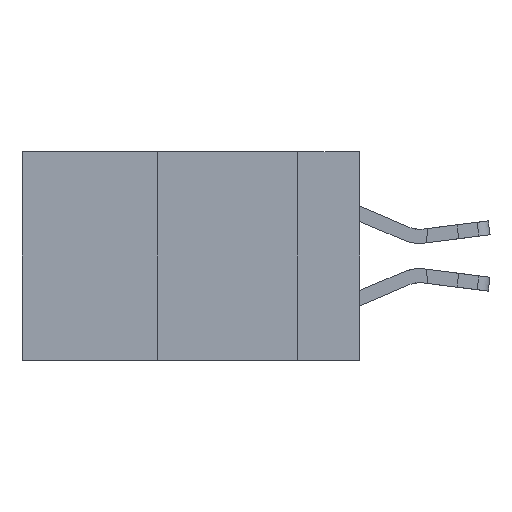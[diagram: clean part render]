
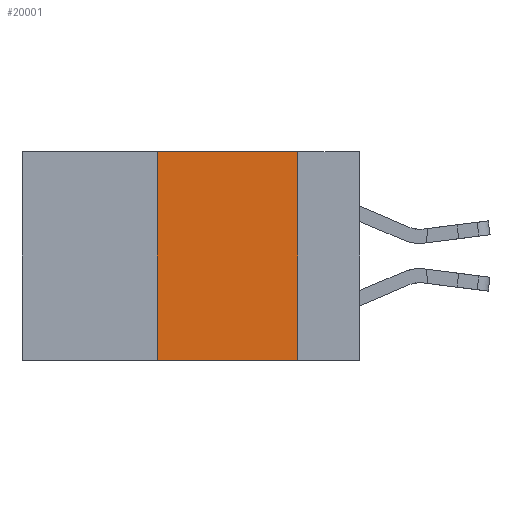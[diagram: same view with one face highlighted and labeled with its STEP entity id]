
A CAD part, left-side view. The second image highlights one B-rep face of the part: STEP entity #20001.
In plain terms, the highlighted planar face has unit normal (-1, 0, 0).
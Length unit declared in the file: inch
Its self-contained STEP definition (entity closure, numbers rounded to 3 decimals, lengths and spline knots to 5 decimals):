
#125 = FACE_OUTER_BOUND ( 'NONE', #9792, .T. ) ;
#709 = VERTEX_POINT ( 'NONE', #18705 ) ;
#2458 = LINE ( 'NONE', #15526, #6154 ) ;
#3453 = VECTOR ( 'NONE', #6055, 39.37008 ) ;
#5678 = ORIENTED_EDGE ( 'NONE', *, *, #11869, .F. ) ;
#5862 = DIRECTION ( 'NONE',  ( 1., 0., 0. ) ) ;
#6055 = DIRECTION ( 'NONE',  ( 0., 0., 1. ) ) ;
#6071 = CARTESIAN_POINT ( 'NONE',  ( 0., 0.6, 0. ) ) ;
#6154 = VECTOR ( 'NONE', #17705, 39.37008 ) ;
#6188 = LINE ( 'NONE', #6071, #14197 ) ;
#9562 = PLANE ( 'NONE',  #22978 ) ;
#9792 = EDGE_LOOP ( 'NONE', ( #18354, #5678, #17622, #21848 ) ) ;
#11535 = LINE ( 'NONE', #24066, #15506 ) ;
#11869 = EDGE_CURVE ( 'NONE', #18465, #23259, #6188, .T. ) ;
#13812 = VERTEX_POINT ( 'NONE', #18578 ) ;
#14197 = VECTOR ( 'NONE', #15350, 39.37008 ) ;
#15335 = LINE ( 'NONE', #19229, #3453 ) ;
#15350 = DIRECTION ( 'NONE',  ( 0., -1., 0. ) ) ;
#15506 = VECTOR ( 'NONE', #16998, 39.37008 ) ;
#15526 = CARTESIAN_POINT ( 'NONE',  ( 0., 0.6, -0.37 ) ) ;
#16610 = CARTESIAN_POINT ( 'NONE',  ( 0., 0.6, 0. ) ) ;
#16998 = DIRECTION ( 'NONE',  ( 0., 0., -1. ) ) ;
#17622 = ORIENTED_EDGE ( 'NONE', *, *, #22275, .F. ) ;
#17705 = DIRECTION ( 'NONE',  ( 0., -1., 0. ) ) ;
#17896 = EDGE_CURVE ( 'NONE', #23259, #709, #11535, .T. ) ;
#18025 = EDGE_CURVE ( 'NONE', #13812, #709, #2458, .T. ) ;
#18354 = ORIENTED_EDGE ( 'NONE', *, *, #17896, .F. ) ;
#18465 = VERTEX_POINT ( 'NONE', #19025 ) ;
#18578 = CARTESIAN_POINT ( 'NONE',  ( 0., 0.36, -0.37 ) ) ;
#18705 = CARTESIAN_POINT ( 'NONE',  ( 0., 0.11, -0.37 ) ) ;
#19025 = CARTESIAN_POINT ( 'NONE',  ( 0., 0.36, 0. ) ) ;
#19229 = CARTESIAN_POINT ( 'NONE',  ( 0., 0.36, 0. ) ) ;
#20001 = ADVANCED_FACE ( 'NONE', ( #125 ), #9562, .F. ) ;
#20622 = DIRECTION ( 'NONE',  ( 0., 0., -1. ) ) ;
#21182 = CARTESIAN_POINT ( 'NONE',  ( 0., 0.11, 0. ) ) ;
#21848 = ORIENTED_EDGE ( 'NONE', *, *, #18025, .T. ) ;
#22275 = EDGE_CURVE ( 'NONE', #13812, #18465, #15335, .T. ) ;
#22978 = AXIS2_PLACEMENT_3D ( 'NONE', #16610, #5862, #20622 ) ;
#23259 = VERTEX_POINT ( 'NONE', #21182 ) ;
#24066 = CARTESIAN_POINT ( 'NONE',  ( 0., 0.11, 0. ) ) ;
